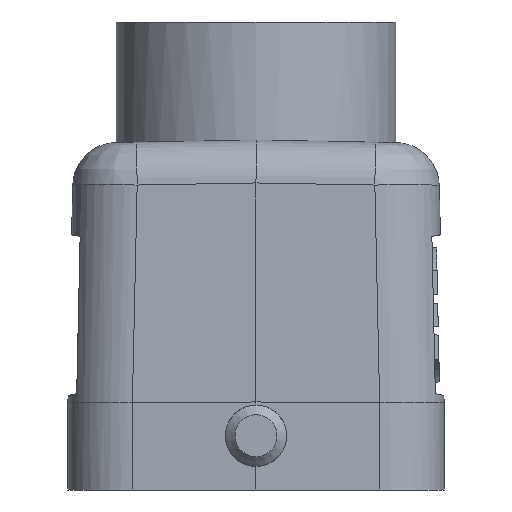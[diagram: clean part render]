
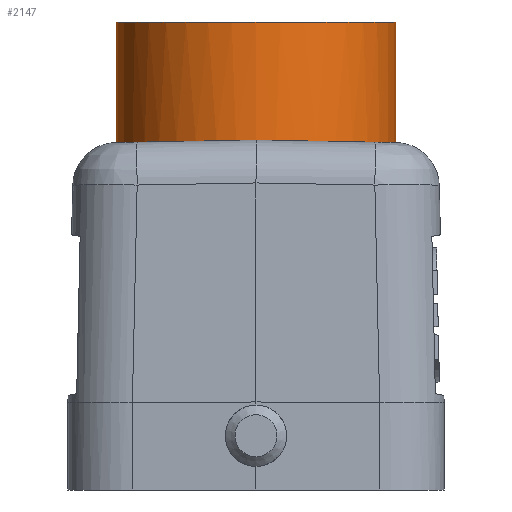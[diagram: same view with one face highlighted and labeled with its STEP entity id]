
A CAD part, left-side view. The second image highlights one B-rep face of the part: STEP entity #2147.
In plain terms, the highlighted cylindrical face has radius 16 mm (diameter 32 mm), a full revolution.
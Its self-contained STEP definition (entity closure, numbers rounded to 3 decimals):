
#1269=CYLINDRICAL_SURFACE('',#4869,16.);
#1302=ELLIPSE('',#4782,16.002,16.);
#1305=ELLIPSE('',#4786,16.002,16.);
#2033=FACE_BOUND('',#2656,.T.);
#2034=FACE_BOUND('',#2657,.T.);
#2147=ADVANCED_FACE('',(#2033,#2034),#1269,.T.);
#2656=EDGE_LOOP('',(#3272));
#2657=EDGE_LOOP('',(#3273,#3274));
#3272=ORIENTED_EDGE('',*,*,#4014,.F.);
#3273=ORIENTED_EDGE('',*,*,#4201,.T.);
#3274=ORIENTED_EDGE('',*,*,#4194,.F.);
#3703=VERTEX_POINT('',#5825);
#3873=VERTEX_POINT('',#6345);
#3874=VERTEX_POINT('',#6347);
#4014=EDGE_CURVE('',#3703,#3703,#4476,.T.);
#4194=EDGE_CURVE('',#3873,#3874,#1302,.T.);
#4201=EDGE_CURVE('',#3873,#3874,#1305,.T.);
#4476=CIRCLE('',#4722,16.);
#4722=AXIS2_PLACEMENT_3D('',#5824,#4988,#4989);
#4782=AXIS2_PLACEMENT_3D('',#6346,#5241,#5242);
#4786=AXIS2_PLACEMENT_3D('',#6360,#5253,#5254);
#4869=AXIS2_PLACEMENT_3D('',#6698,#5484,#5485);
#4988=DIRECTION('',(0.,0.,1.));
#4989=DIRECTION('',(0.,1.,0.));
#5241=DIRECTION('',(0.,0.017,-1.));
#5242=DIRECTION('',(0.,1.,0.017));
#5253=DIRECTION('',(0.,0.017,1.));
#5254=DIRECTION('',(0.,-1.,0.017));
#5484=DIRECTION('',(0.,0.,1.));
#5485=DIRECTION('',(0.,-1.,0.));
#5824=CARTESIAN_POINT('',(0.,0.,44.35));
#5825=CARTESIAN_POINT('',(0.,16.,44.35));
#6345=CARTESIAN_POINT('',(16.,0.,30.85));
#6346=CARTESIAN_POINT('',(0.,0.,30.85));
#6347=CARTESIAN_POINT('',(-16.,0.,30.85));
#6360=CARTESIAN_POINT('',(0.,0.,30.85));
#6698=CARTESIAN_POINT('',(0.,0.,29.35));
